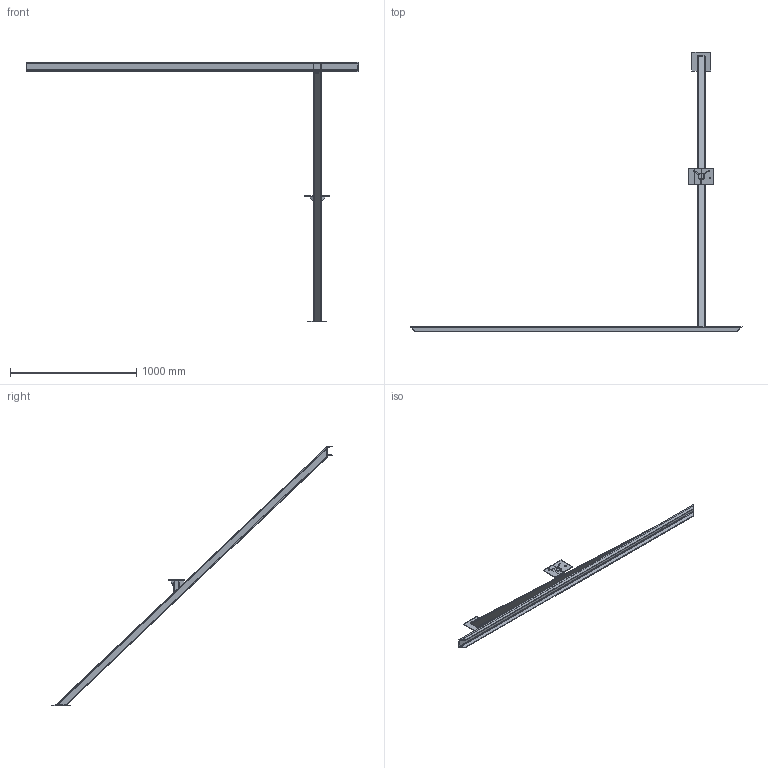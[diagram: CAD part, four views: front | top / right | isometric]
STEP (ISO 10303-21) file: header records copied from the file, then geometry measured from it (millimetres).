
FILE_DESCRIPTION(('STEP AP242'), '1');
FILE_NAME('侜旂虯祣_1', '', ('UNSPECIFIED'), ('UNSPECIFIED'), 'C3D Converter', 'C3D Toolkit', '');
FILE_SCHEMA(('AP242_MANAGED_MODEL_BASED_3D_ENGINEERING_MIM_LF { 1 0 10303 442 1 1 4 }'));
Length unit declared in the file: millimetre
Assembly tree (8 placements, depth 2):
  (unnamed)
    (unnamed)  x8
Bounding box: 2631 x 2221 x 2058 mm (x, y, z)
Volume: 4568472.1 mm3; surface area: 2140684.1 mm2
Topology: 1 solids, 2 shells, 153 faces, 422 edges, 268 vertices
Faces by surface type: plane 84, cylinder 55, bspline 10, torus 4
Full cylindrical faces by diameter (mm): 10 x1
Entity records: 11119 total; most frequent: CARTESIAN_POINT 5820, ORIENTED_EDGE 842, DIRECTION 762, EDGE_CURVE 421, LINE 272, VECTOR 272, VERTEX_POINT 268, AXIS2_PLACEMENT_3D 245
